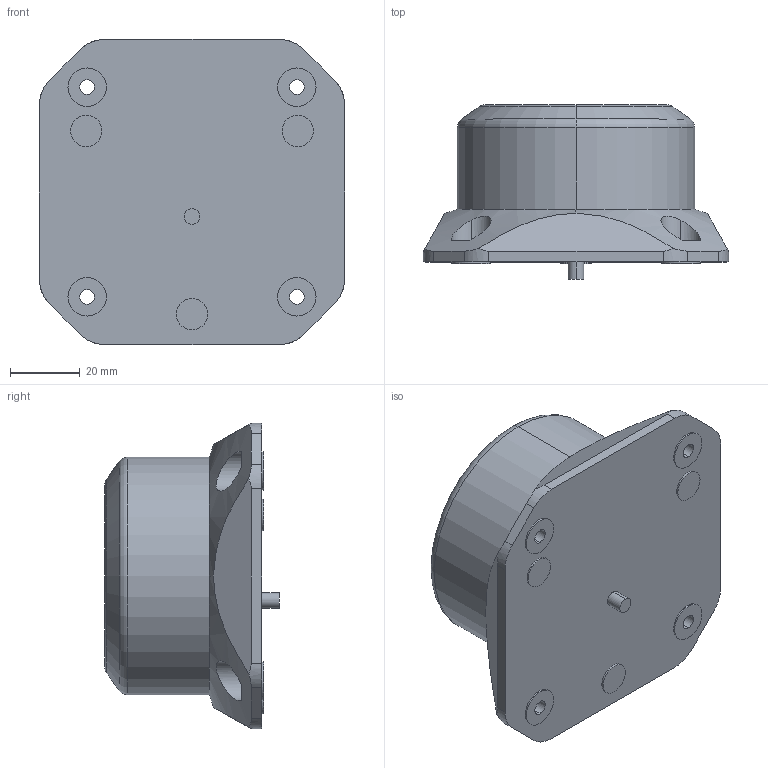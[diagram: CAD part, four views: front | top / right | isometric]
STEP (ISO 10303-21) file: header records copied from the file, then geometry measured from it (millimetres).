
FILE_DESCRIPTION (( 'STEP AP203' ), '1' );
FILE_NAME ('GL7(01)-01.STEP', '2025-05-02T06:33:11', ( '' ), ( '' ), 'SwSTEP 2.0', 'SolidWorks 2022', '' );
FILE_SCHEMA (( 'CONFIG_CONTROL_DESIGN' ));
Length unit declared in the file: millimetre
Products named in the file (1): GL7(01)-01
Bounding box: 87.5 x 50 x 87.5 mm (x, y, z)
Volume: 192959.5 mm3; surface area: 23159.8 mm2
Topology: 1 solids, 1 shells, 82 faces, 196 edges, 128 vertices
Faces by surface type: cylinder 46, plane 26, torus 4, bspline 4, cone 2
Entity records: 3017 total; most frequent: CARTESIAN_POINT 1031, DIRECTION 398, ORIENTED_EDGE 392, EDGE_CURVE 196, AXIS2_PLACEMENT_3D 163, VERTEX_POINT 128, EDGE_LOOP 102, CIRCLE 84
